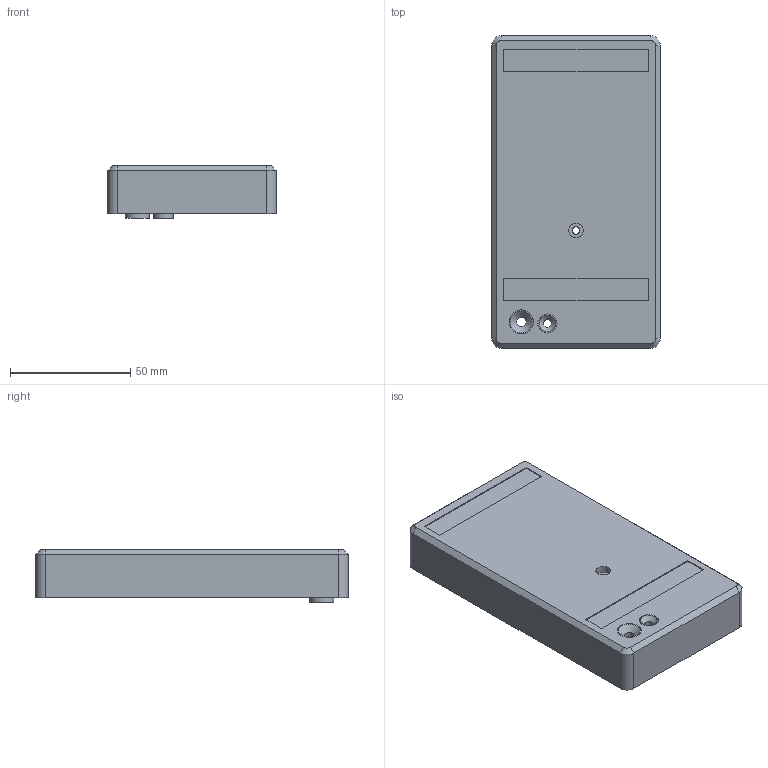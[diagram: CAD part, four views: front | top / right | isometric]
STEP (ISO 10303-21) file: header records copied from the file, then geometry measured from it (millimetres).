
FILE_DESCRIPTION(('FreeCAD Model'),'2;1');
FILE_NAME('Open CASCADE Shape Model','2024-02-20T17:01:54',(''),(''), 'Open CASCADE STEP processor 7.6','FreeCAD','Unknown');
FILE_SCHEMA(('AUTOMOTIVE_DESIGN { 1 0 10303 214 1 1 1 1 }'));
Length unit declared in the file: millimetre
Products named in the file (1): Oberteil
Bounding box: 70 x 130 x 22 mm (x, y, z)
Volume: 57967.2 mm3; surface area: 34117.9 mm2
Topology: 1 solids, 1 shells, 52 faces, 115 edges, 74 vertices
Faces by surface type: plane 31, cylinder 15, cone 6
Full cylindrical faces by diameter (mm): 3.2 x1, 3.3 x1, 4 x1, 6.1 x1, 8 x1, 10 x2
Entity records: 1469 total; most frequent: DIRECTION 259, CARTESIAN_POINT 242, ORIENTED_EDGE 230, EDGE_CURVE 115, AXIS2_PLACEMENT_3D 91, LINE 77, VECTOR 77, VERTEX_POINT 74
